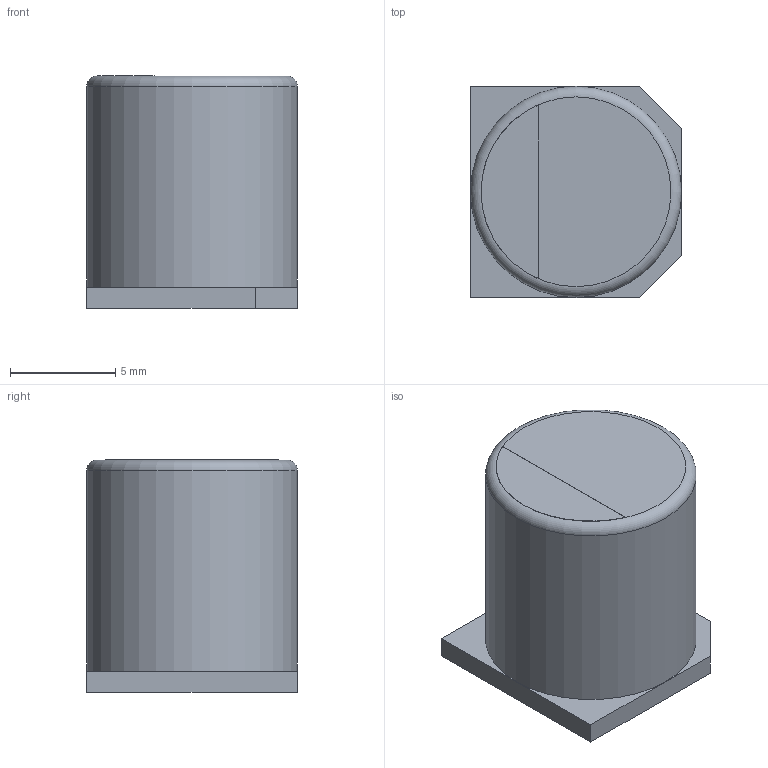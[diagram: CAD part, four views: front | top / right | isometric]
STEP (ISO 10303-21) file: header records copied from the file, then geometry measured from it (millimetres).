
FILE_DESCRIPTION(('FreeCAD Model'),'2;1');
FILE_NAME('Capacitor_SMD_10mm.step','2021-01-25T21:59:27',('Author'),(''), 'Open CASCADE STEP processor 7.3','FreeCAD','Unknown');
FILE_SCHEMA(('AUTOMOTIVE_DESIGN { 1 0 10303 214 1 1 1 1 }'));
Length unit declared in the file: millimetre
Products named in the file (1): Capacitor_SMD_10mm
Bounding box: 10 x 10 x 11.01 mm (x, y, z)
Volume: 879.9 mm3; surface area: 726.3 mm2
Topology: 3 solids, 3 shells, 16 faces, 29 edges, 19 vertices
Faces by surface type: plane 13, cylinder 2, torus 1
Full cylindrical faces by diameter (mm): 10 x1
Entity records: 889 total; most frequent: DIRECTION 127, CARTESIAN_POINT 123, LINE 77, VECTOR 77, ORIENTED_EDGE 58, PCURVE 58, DEFINITIONAL_REPRESENTATION 58, EDGE_CURVE 29
